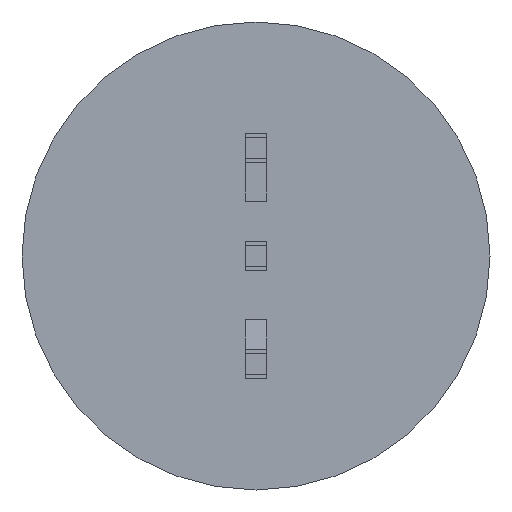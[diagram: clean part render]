
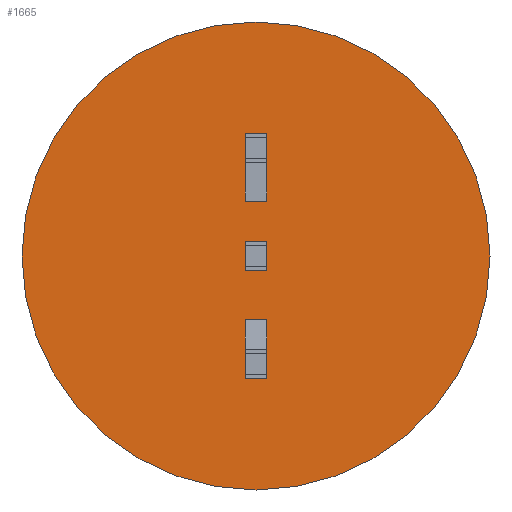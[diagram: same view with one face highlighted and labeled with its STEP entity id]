
A CAD part, front view. The second image highlights one B-rep face of the part: STEP entity #1665.
In plain terms, the highlighted planar face has unit normal (0, -1, 0).
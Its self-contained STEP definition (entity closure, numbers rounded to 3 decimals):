
#1103 = VERTEX_POINT ( 'NONE', #6215 ) ;
#1109 = EDGE_CURVE ( 'NONE', #1110, #1103, #6207, .T. ) ;
#1110 = VERTEX_POINT ( 'NONE', #6202 ) ;
#1329 = VERTEX_POINT ( 'NONE', #6950 ) ;
#1331 = EDGE_CURVE ( 'NONE', #1332, #1329, #6949, .T. ) ;
#1332 = VERTEX_POINT ( 'NONE', #7010 ) ;
#1647 = ORIENTED_EDGE ( 'NONE', *, *, #1109, .T. ) ;
#1648 = ORIENTED_EDGE ( 'NONE', *, *, #1649, .T. ) ;
#1649 = EDGE_CURVE ( 'NONE', #1103, #1110, #8207, .T. ) ;
#1650 = EDGE_LOOP ( 'NONE', ( #1651, #1655, #1658, #1721 ) ) ;
#1651 = ORIENTED_EDGE ( 'NONE', *, *, #1652, .T. ) ;
#1652 = EDGE_CURVE ( 'NONE', #1653, #1654, #8202, .T. ) ;
#1653 = VERTEX_POINT ( 'NONE', #8198 ) ;
#1654 = VERTEX_POINT ( 'NONE', #8197 ) ;
#1655 = ORIENTED_EDGE ( 'NONE', *, *, #1656, .T. ) ;
#1656 = EDGE_CURVE ( 'NONE', #1654, #1657, #8196, .T. ) ;
#1657 = VERTEX_POINT ( 'NONE', #8192 ) ;
#1658 = ORIENTED_EDGE ( 'NONE', *, *, #1659, .F. ) ;
#1659 = EDGE_CURVE ( 'NONE', #1660, #1657, #8191, .T. ) ;
#1660 = VERTEX_POINT ( 'NONE', #8248 ) ;
#1665 = ADVANCED_FACE ( 'NONE', ( #8237, #8236, #8235, #8234 ), #8276, .T. ) ;
#1666 = EDGE_LOOP ( 'NONE', ( #1667, #1670, #1673, #7824 ) ) ;
#1667 = ORIENTED_EDGE ( 'NONE', *, *, #1668, .T. ) ;
#1668 = EDGE_CURVE ( 'NONE', #1329, #1669, #8277, .T. ) ;
#1669 = VERTEX_POINT ( 'NONE', #8268 ) ;
#1670 = ORIENTED_EDGE ( 'NONE', *, *, #1671, .F. ) ;
#1671 = EDGE_CURVE ( 'NONE', #1672, #1669, #8267, .T. ) ;
#1672 = VERTEX_POINT ( 'NONE', #8263 ) ;
#1673 = ORIENTED_EDGE ( 'NONE', *, *, #1674, .F. ) ;
#1674 = EDGE_CURVE ( 'NONE', #1332, #1672, #8262, .T. ) ;
#1709 = ORIENTED_EDGE ( 'NONE', *, *, #1710, .F. ) ;
#1710 = EDGE_CURVE ( 'NONE', #1727, #7816, #8320, .T. ) ;
#1721 = ORIENTED_EDGE ( 'NONE', *, *, #1722, .F. ) ;
#1722 = EDGE_CURVE ( 'NONE', #1653, #1660, #8383, .T. ) ;
#1723 = EDGE_LOOP ( 'NONE', ( #1724, #1728, #1731, #1709 ) ) ;
#1724 = ORIENTED_EDGE ( 'NONE', *, *, #1725, .F. ) ;
#1725 = EDGE_CURVE ( 'NONE', #1726, #1727, #8379, .T. ) ;
#1726 = VERTEX_POINT ( 'NONE', #8375 ) ;
#1727 = VERTEX_POINT ( 'NONE', #8374 ) ;
#1728 = ORIENTED_EDGE ( 'NONE', *, *, #1729, .T. ) ;
#1729 = EDGE_CURVE ( 'NONE', #1726, #1730, #8373, .T. ) ;
#1730 = VERTEX_POINT ( 'NONE', #8369 ) ;
#1731 = ORIENTED_EDGE ( 'NONE', *, *, #1732, .T. ) ;
#1732 = EDGE_CURVE ( 'NONE', #1730, #7816, #8368, .T. ) ;
#6202 = CARTESIAN_POINT ( 'NONE',  ( 0., -2., -5.5 ) ) ;
#6203 = DIRECTION ( 'NONE',  ( 0., 0., -1. ) ) ;
#6204 = DIRECTION ( 'NONE',  ( 0., -1., 0. ) ) ;
#6205 = CARTESIAN_POINT ( 'NONE',  ( 0., -2., 0. ) ) ;
#6206 = AXIS2_PLACEMENT_3D ( 'NONE', #6205, #6204, #6203 ) ;
#6207 = CIRCLE ( 'NONE', #6206, 5.5 ) ;
#6215 = CARTESIAN_POINT ( 'NONE',  ( 0., -2., 5.5 ) ) ;
#6949 = LINE ( 'NONE', #7013, #7012 ) ;
#6950 = CARTESIAN_POINT ( 'NONE',  ( 0.25, -2., -0.25 ) ) ;
#7010 = CARTESIAN_POINT ( 'NONE',  ( 0.25, -2., 0.25 ) ) ;
#7011 = DIRECTION ( 'NONE',  ( 0., 0., -1. ) ) ;
#7012 = VECTOR ( 'NONE', #7011, 1000. ) ;
#7013 = CARTESIAN_POINT ( 'NONE',  ( 0.25, -2., 0.25 ) ) ;
#7816 = VERTEX_POINT ( 'NONE', #8452 ) ;
#7824 = ORIENTED_EDGE ( 'NONE', *, *, #1331, .T. ) ;
#8046 = EDGE_LOOP ( 'NONE', ( #1647, #1648 ) ) ;
#8188 = DIRECTION ( 'NONE',  ( 0., 0., -1. ) ) ;
#8189 = VECTOR ( 'NONE', #8188, 1000. ) ;
#8190 = CARTESIAN_POINT ( 'NONE',  ( -0.25, -2., -19.821 ) ) ;
#8191 = LINE ( 'NONE', #8190, #8189 ) ;
#8192 = CARTESIAN_POINT ( 'NONE',  ( -0.25, -2., -1.992 ) ) ;
#8193 = DIRECTION ( 'NONE',  ( -1., 0., 0. ) ) ;
#8194 = VECTOR ( 'NONE', #8193, 1000. ) ;
#8195 = CARTESIAN_POINT ( 'NONE',  ( 0.25, -2., -1.992 ) ) ;
#8196 = LINE ( 'NONE', #8195, #8194 ) ;
#8197 = CARTESIAN_POINT ( 'NONE',  ( 0.25, -2., -1.992 ) ) ;
#8198 = CARTESIAN_POINT ( 'NONE',  ( 0.25, -2., -1.492 ) ) ;
#8199 = DIRECTION ( 'NONE',  ( 0., 0., -1. ) ) ;
#8200 = VECTOR ( 'NONE', #8199, 1000. ) ;
#8201 = CARTESIAN_POINT ( 'NONE',  ( 0.25, -2., -19.821 ) ) ;
#8202 = LINE ( 'NONE', #8201, #8200 ) ;
#8203 = DIRECTION ( 'NONE',  ( 0., 0., -1. ) ) ;
#8204 = DIRECTION ( 'NONE',  ( 0., -1., 0. ) ) ;
#8205 = CARTESIAN_POINT ( 'NONE',  ( 0., -2., 0. ) ) ;
#8206 = AXIS2_PLACEMENT_3D ( 'NONE', #8205, #8204, #8203 ) ;
#8207 = CIRCLE ( 'NONE', #8206, 5.5 ) ;
#8234 = FACE_BOUND ( 'NONE', #1723, .T. ) ;
#8235 = FACE_BOUND ( 'NONE', #1650, .T. ) ;
#8236 = FACE_OUTER_BOUND ( 'NONE', #8046, .T. ) ;
#8237 = FACE_BOUND ( 'NONE', #1666, .T. ) ;
#8248 = CARTESIAN_POINT ( 'NONE',  ( -0.25, -2., -1.492 ) ) ;
#8259 = DIRECTION ( 'NONE',  ( -1., 0., 0. ) ) ;
#8260 = VECTOR ( 'NONE', #8259, 1000. ) ;
#8261 = CARTESIAN_POINT ( 'NONE',  ( 0.25, -2., 0.25 ) ) ;
#8262 = LINE ( 'NONE', #8261, #8260 ) ;
#8263 = CARTESIAN_POINT ( 'NONE',  ( -0.25, -2., 0.25 ) ) ;
#8264 = DIRECTION ( 'NONE',  ( 0., 0., -1. ) ) ;
#8265 = VECTOR ( 'NONE', #8264, 1000. ) ;
#8266 = CARTESIAN_POINT ( 'NONE',  ( -0.25, -2., 0.25 ) ) ;
#8267 = LINE ( 'NONE', #8266, #8265 ) ;
#8268 = CARTESIAN_POINT ( 'NONE',  ( -0.25, -2., -0.25 ) ) ;
#8269 = DIRECTION ( 'NONE',  ( -1., 0., 0. ) ) ;
#8270 = VECTOR ( 'NONE', #8269, 1000. ) ;
#8271 = CARTESIAN_POINT ( 'NONE',  ( 0.25, -2., -0.25 ) ) ;
#8272 = DIRECTION ( 'NONE',  ( 0., 0., -1. ) ) ;
#8273 = DIRECTION ( 'NONE',  ( 0., -1., 0. ) ) ;
#8274 = CARTESIAN_POINT ( 'NONE',  ( 0., -2., -12.241 ) ) ;
#8275 = AXIS2_PLACEMENT_3D ( 'NONE', #8274, #8273, #8272 ) ;
#8276 = PLANE ( 'NONE',  #8275 ) ;
#8277 = LINE ( 'NONE', #8271, #8270 ) ;
#8317 = DIRECTION ( 'NONE',  ( -1., 0., 0. ) ) ;
#8318 = VECTOR ( 'NONE', #8317, 1000. ) ;
#8319 = CARTESIAN_POINT ( 'NONE',  ( 0.25, -2., 1.79 ) ) ;
#8320 = LINE ( 'NONE', #8319, #8318 ) ;
#8367 = CARTESIAN_POINT ( 'NONE',  ( -0.25, -2., 1.29 ) ) ;
#8368 = LINE ( 'NONE', #8367, #8421 ) ;
#8369 = CARTESIAN_POINT ( 'NONE',  ( -0.25, -2., 1.29 ) ) ;
#8370 = DIRECTION ( 'NONE',  ( -1., 0., 0. ) ) ;
#8371 = VECTOR ( 'NONE', #8370, 1000. ) ;
#8372 = CARTESIAN_POINT ( 'NONE',  ( 0.25, -2., 1.29 ) ) ;
#8373 = LINE ( 'NONE', #8372, #8371 ) ;
#8374 = CARTESIAN_POINT ( 'NONE',  ( 0.25, -2., 1.79 ) ) ;
#8375 = CARTESIAN_POINT ( 'NONE',  ( 0.25, -2., 1.29 ) ) ;
#8376 = DIRECTION ( 'NONE',  ( 0., 0., 1. ) ) ;
#8377 = VECTOR ( 'NONE', #8376, 1000. ) ;
#8378 = CARTESIAN_POINT ( 'NONE',  ( 0.25, -2., 1.29 ) ) ;
#8379 = LINE ( 'NONE', #8378, #8377 ) ;
#8380 = DIRECTION ( 'NONE',  ( -1., 0., 0. ) ) ;
#8381 = VECTOR ( 'NONE', #8380, 1000. ) ;
#8382 = CARTESIAN_POINT ( 'NONE',  ( 0.25, -2., -1.492 ) ) ;
#8383 = LINE ( 'NONE', #8382, #8381 ) ;
#8420 = DIRECTION ( 'NONE',  ( 0., 0., 1. ) ) ;
#8421 = VECTOR ( 'NONE', #8420, 1000. ) ;
#8452 = CARTESIAN_POINT ( 'NONE',  ( -0.25, -2., 1.79 ) ) ;
